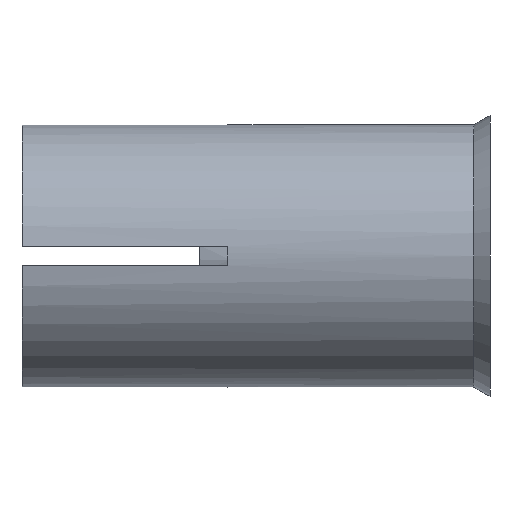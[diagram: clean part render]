
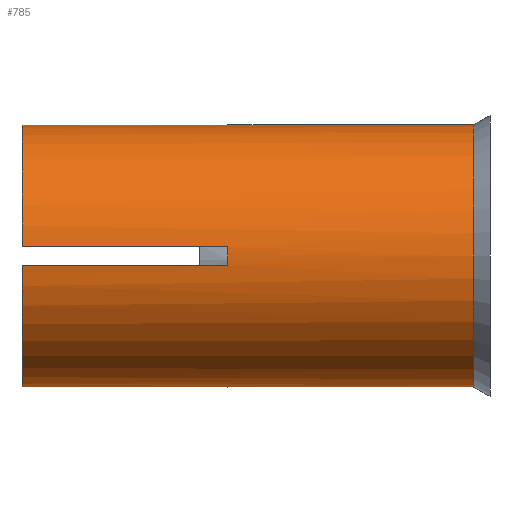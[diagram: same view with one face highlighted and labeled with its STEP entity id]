
A CAD part, front view. The second image highlights one B-rep face of the part: STEP entity #785.
In plain terms, the highlighted cylindrical face has radius 7 mm (diameter 14 mm), a full revolution.
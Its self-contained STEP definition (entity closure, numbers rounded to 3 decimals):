
#5 = DIRECTION ( 'NONE',  ( -1., 0., 0. ) ) ;
#11 = EDGE_CURVE ( 'NONE', #125, #803, #1428, .T. ) ;
#24 = CIRCLE ( 'NONE', #1013, 7. ) ;
#31 = VERTEX_POINT ( 'NONE', #1200 ) ;
#33 = VERTEX_POINT ( 'NONE', #399 ) ;
#39 = CARTESIAN_POINT ( 'NONE',  ( -25., -0.5, -6.982 ) ) ;
#40 = VERTEX_POINT ( 'NONE', #701 ) ;
#46 = EDGE_CURVE ( 'NONE', #1559, #404, #208, .T. ) ;
#49 = VERTEX_POINT ( 'NONE', #83 ) ;
#60 = EDGE_CURVE ( 'NONE', #696, #134, #580, .T. ) ;
#64 = DIRECTION ( 'NONE',  ( 0., 0., 1. ) ) ;
#74 = CARTESIAN_POINT ( 'NONE',  ( -14., 0.5, -6.982 ) ) ;
#83 = CARTESIAN_POINT ( 'NONE',  ( -25., -6.982, 0.5 ) ) ;
#96 = CARTESIAN_POINT ( 'NONE',  ( -14., -6.982, 0.5 ) ) ;
#97 = CARTESIAN_POINT ( 'NONE',  ( -14., -0.5, 6.982 ) ) ;
#108 = CIRCLE ( 'NONE', #1333, 7. ) ;
#125 = VERTEX_POINT ( 'NONE', #1465 ) ;
#126 = CARTESIAN_POINT ( 'NONE',  ( -25., 0.5, 6.982 ) ) ;
#134 = VERTEX_POINT ( 'NONE', #1215 ) ;
#146 = EDGE_LOOP ( 'NONE', ( #744, #810, #1540, #752, #306, #1064, #257, #210, #1468, #304, #916, #915, #1498, #331, #801, #846 ) ) ;
#148 = CARTESIAN_POINT ( 'NONE',  ( -80.9, 0., 0. ) ) ;
#161 = EDGE_CURVE ( 'NONE', #696, #31, #629, .T. ) ;
#167 = CARTESIAN_POINT ( 'NONE',  ( -25., 0., 0. ) ) ;
#170 = CIRCLE ( 'NONE', #1285, 7. ) ;
#195 = CARTESIAN_POINT ( 'NONE',  ( -14., 0., 0. ) ) ;
#208 = LINE ( 'NONE', #1566, #788 ) ;
#210 = ORIENTED_EDGE ( 'NONE', *, *, #352, .F. ) ;
#230 = LINE ( 'NONE', #96, #1458 ) ;
#244 = EDGE_CURVE ( 'NONE', #1192, #556, #108, .T. ) ;
#257 = ORIENTED_EDGE ( 'NONE', *, *, #1184, .F. ) ;
#272 = CARTESIAN_POINT ( 'NONE',  ( -0.87, 0., 0. ) ) ;
#276 = DIRECTION ( 'NONE',  ( -1., 0., 0. ) ) ;
#278 = EDGE_LOOP ( 'NONE', ( #1054 ) ) ;
#303 = CARTESIAN_POINT ( 'NONE',  ( -14., -6.982, -0.5 ) ) ;
#304 = ORIENTED_EDGE ( 'NONE', *, *, #849, .T. ) ;
#306 = ORIENTED_EDGE ( 'NONE', *, *, #1185, .F. ) ;
#329 = DIRECTION ( 'NONE',  ( -1., 0., 0. ) ) ;
#331 = ORIENTED_EDGE ( 'NONE', *, *, #60, .T. ) ;
#341 = CIRCLE ( 'NONE', #1250, 7. ) ;
#351 = DIRECTION ( 'NONE',  ( -1., 0., 0. ) ) ;
#352 = EDGE_CURVE ( 'NONE', #687, #49, #230, .T. ) ;
#380 = CARTESIAN_POINT ( 'NONE',  ( -25., -0.5, 6.982 ) ) ;
#381 = LINE ( 'NONE', #1117, #1214 ) ;
#389 = CIRCLE ( 'NONE', #702, 7. ) ;
#399 = CARTESIAN_POINT ( 'NONE',  ( -0.87, 0., 7. ) ) ;
#402 = EDGE_CURVE ( 'NONE', #842, #687, #24, .T. ) ;
#403 = CIRCLE ( 'NONE', #1518, 7. ) ;
#404 = VERTEX_POINT ( 'NONE', #380 ) ;
#406 = FACE_OUTER_BOUND ( 'NONE', #278, .T. ) ;
#418 = DIRECTION ( 'NONE',  ( -1., 0., 0. ) ) ;
#441 = CARTESIAN_POINT ( 'NONE',  ( -14., 6.982, 0.5 ) ) ;
#460 = DIRECTION ( 'NONE',  ( -1., 0., 0. ) ) ;
#524 = AXIS2_PLACEMENT_3D ( 'NONE', #148, #1112, #1131 ) ;
#556 = VERTEX_POINT ( 'NONE', #1503 ) ;
#557 = EDGE_CURVE ( 'NONE', #33, #33, #170, .T. ) ;
#564 = DIRECTION ( 'NONE',  ( -1., 0., 0. ) ) ;
#580 = LINE ( 'NONE', #74, #1360 ) ;
#586 = CARTESIAN_POINT ( 'NONE',  ( -14., -0.5, -6.982 ) ) ;
#603 = CARTESIAN_POINT ( 'NONE',  ( -25., 0., 0. ) ) ;
#615 = DIRECTION ( 'NONE',  ( 0., 0., 1. ) ) ;
#629 = CIRCLE ( 'NONE', #1173, 7. ) ;
#655 = VECTOR ( 'NONE', #351, 1000. ) ;
#662 = CARTESIAN_POINT ( 'NONE',  ( -25., 6.982, 0.5 ) ) ;
#683 = EDGE_CURVE ( 'NONE', #1530, #134, #403, .T. ) ;
#687 = VERTEX_POINT ( 'NONE', #772 ) ;
#696 = VERTEX_POINT ( 'NONE', #904 ) ;
#701 = CARTESIAN_POINT ( 'NONE',  ( -25., -6.982, -0.5 ) ) ;
#702 = AXIS2_PLACEMENT_3D ( 'NONE', #933, #329, #1565 ) ;
#732 = DIRECTION ( 'NONE',  ( 0., 0., 1. ) ) ;
#744 = ORIENTED_EDGE ( 'NONE', *, *, #244, .F. ) ;
#752 = ORIENTED_EDGE ( 'NONE', *, *, #11, .F. ) ;
#763 = DIRECTION ( 'NONE',  ( -1., 0., 0. ) ) ;
#772 = CARTESIAN_POINT ( 'NONE',  ( -14., -6.982, 0.5 ) ) ;
#775 = LINE ( 'NONE', #1533, #1226 ) ;
#777 = DIRECTION ( 'NONE',  ( 0., 0., 1. ) ) ;
#785 = ADVANCED_FACE ( 'NONE', ( #1389, #406 ), #1396, .T. ) ;
#788 = VECTOR ( 'NONE', #1460, 1000. ) ;
#801 = ORIENTED_EDGE ( 'NONE', *, *, #683, .F. ) ;
#803 = VERTEX_POINT ( 'NONE', #126 ) ;
#810 = ORIENTED_EDGE ( 'NONE', *, *, #963, .T. ) ;
#842 = VERTEX_POINT ( 'NONE', #303 ) ;
#846 = ORIENTED_EDGE ( 'NONE', *, *, #1294, .F. ) ;
#849 = EDGE_CURVE ( 'NONE', #842, #40, #775, .T. ) ;
#863 = VERTEX_POINT ( 'NONE', #39 ) ;
#869 = VERTEX_POINT ( 'NONE', #662 ) ;
#877 = DIRECTION ( 'NONE',  ( -1., 0., 0. ) ) ;
#885 = AXIS2_PLACEMENT_3D ( 'NONE', #603, #1356, #1230 ) ;
#892 = DIRECTION ( 'NONE',  ( -1., 0., 0. ) ) ;
#904 = CARTESIAN_POINT ( 'NONE',  ( -14., 0.5, -6.982 ) ) ;
#915 = ORIENTED_EDGE ( 'NONE', *, *, #1474, .F. ) ;
#916 = ORIENTED_EDGE ( 'NONE', *, *, #1554, .F. ) ;
#921 = DIRECTION ( 'NONE',  ( -1., 0., 0. ) ) ;
#933 = CARTESIAN_POINT ( 'NONE',  ( -25., 0., 0. ) ) ;
#961 = DIRECTION ( 'NONE',  ( -1., 0., 0. ) ) ;
#963 = EDGE_CURVE ( 'NONE', #1192, #869, #1558, .T. ) ;
#982 = CARTESIAN_POINT ( 'NONE',  ( -14., 0., 0. ) ) ;
#1013 = AXIS2_PLACEMENT_3D ( 'NONE', #1083, #961, #1210 ) ;
#1050 = CIRCLE ( 'NONE', #1588, 7. ) ;
#1054 = ORIENTED_EDGE ( 'NONE', *, *, #557, .T. ) ;
#1061 = DIRECTION ( 'NONE',  ( -1., 0., 0. ) ) ;
#1064 = ORIENTED_EDGE ( 'NONE', *, *, #46, .T. ) ;
#1075 = VECTOR ( 'NONE', #460, 1000. ) ;
#1083 = CARTESIAN_POINT ( 'NONE',  ( -14., 0., 0. ) ) ;
#1112 = DIRECTION ( 'NONE',  ( -1., 0., 0. ) ) ;
#1117 = CARTESIAN_POINT ( 'NONE',  ( -14., 6.982, -0.5 ) ) ;
#1131 = DIRECTION ( 'NONE',  ( 0., 0., 1. ) ) ;
#1134 = CARTESIAN_POINT ( 'NONE',  ( -14., 0., 0. ) ) ;
#1173 = AXIS2_PLACEMENT_3D ( 'NONE', #982, #1619, #732 ) ;
#1182 = CARTESIAN_POINT ( 'NONE',  ( -14., 0.5, 6.982 ) ) ;
#1184 = EDGE_CURVE ( 'NONE', #49, #404, #389, .T. ) ;
#1185 = EDGE_CURVE ( 'NONE', #1559, #125, #1050, .T. ) ;
#1192 = VERTEX_POINT ( 'NONE', #1418 ) ;
#1200 = CARTESIAN_POINT ( 'NONE',  ( -14., -0.5, -6.982 ) ) ;
#1204 = CARTESIAN_POINT ( 'NONE',  ( -25., 6.982, -0.5 ) ) ;
#1210 = DIRECTION ( 'NONE',  ( 0., 0., 1. ) ) ;
#1214 = VECTOR ( 'NONE', #877, 1000. ) ;
#1215 = CARTESIAN_POINT ( 'NONE',  ( -25., 0.5, -6.982 ) ) ;
#1226 = VECTOR ( 'NONE', #418, 1000. ) ;
#1230 = DIRECTION ( 'NONE',  ( 0., 0., 1. ) ) ;
#1250 = AXIS2_PLACEMENT_3D ( 'NONE', #1626, #5, #615 ) ;
#1285 = AXIS2_PLACEMENT_3D ( 'NONE', #272, #763, #777 ) ;
#1294 = EDGE_CURVE ( 'NONE', #556, #1530, #381, .T. ) ;
#1333 = AXIS2_PLACEMENT_3D ( 'NONE', #1134, #276, #1412 ) ;
#1356 = DIRECTION ( 'NONE',  ( -1., 0., 0. ) ) ;
#1360 = VECTOR ( 'NONE', #1061, 1000. ) ;
#1382 = EDGE_CURVE ( 'NONE', #803, #869, #1589, .T. ) ;
#1389 = FACE_OUTER_BOUND ( 'NONE', #146, .T. ) ;
#1396 = CYLINDRICAL_SURFACE ( 'NONE', #524, 7. ) ;
#1412 = DIRECTION ( 'NONE',  ( 0., 0., 1. ) ) ;
#1418 = CARTESIAN_POINT ( 'NONE',  ( -14., 6.982, 0.5 ) ) ;
#1428 = LINE ( 'NONE', #1182, #1454 ) ;
#1454 = VECTOR ( 'NONE', #564, 1000. ) ;
#1457 = LINE ( 'NONE', #586, #655 ) ;
#1458 = VECTOR ( 'NONE', #1471, 1000. ) ;
#1460 = DIRECTION ( 'NONE',  ( -1., 0., 0. ) ) ;
#1465 = CARTESIAN_POINT ( 'NONE',  ( -14., 0.5, 6.982 ) ) ;
#1468 = ORIENTED_EDGE ( 'NONE', *, *, #402, .F. ) ;
#1471 = DIRECTION ( 'NONE',  ( -1., 0., 0. ) ) ;
#1474 = EDGE_CURVE ( 'NONE', #31, #863, #1457, .T. ) ;
#1498 = ORIENTED_EDGE ( 'NONE', *, *, #161, .F. ) ;
#1503 = CARTESIAN_POINT ( 'NONE',  ( -14., 6.982, -0.5 ) ) ;
#1518 = AXIS2_PLACEMENT_3D ( 'NONE', #167, #892, #1526 ) ;
#1526 = DIRECTION ( 'NONE',  ( 0., 0., 1. ) ) ;
#1530 = VERTEX_POINT ( 'NONE', #1204 ) ;
#1533 = CARTESIAN_POINT ( 'NONE',  ( -14., -6.982, -0.5 ) ) ;
#1540 = ORIENTED_EDGE ( 'NONE', *, *, #1382, .F. ) ;
#1554 = EDGE_CURVE ( 'NONE', #863, #40, #341, .T. ) ;
#1558 = LINE ( 'NONE', #441, #1075 ) ;
#1559 = VERTEX_POINT ( 'NONE', #97 ) ;
#1565 = DIRECTION ( 'NONE',  ( 0., 0., 1. ) ) ;
#1566 = CARTESIAN_POINT ( 'NONE',  ( -14., -0.5, 6.982 ) ) ;
#1588 = AXIS2_PLACEMENT_3D ( 'NONE', #195, #921, #64 ) ;
#1589 = CIRCLE ( 'NONE', #885, 7. ) ;
#1619 = DIRECTION ( 'NONE',  ( -1., 0., 0. ) ) ;
#1626 = CARTESIAN_POINT ( 'NONE',  ( -25., 0., 0. ) ) ;
